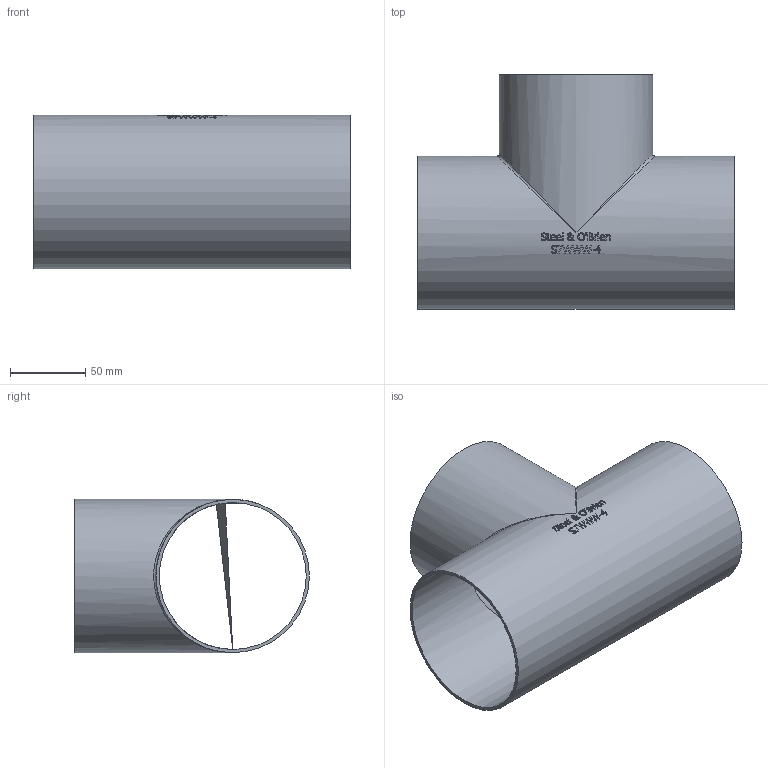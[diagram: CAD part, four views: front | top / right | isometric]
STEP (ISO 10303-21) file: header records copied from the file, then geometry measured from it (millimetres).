
FILE_DESCRIPTION(/* description */ (''),/* implementation_level */ '2;1');
FILE_NAME(/* name */ 'S7WWW-4.stp',/* time_stamp */ '2018-11-28T08:13:56-05:00',/* author */ ('ken'),/* organization */ (''),/* preprocessor_version */ 'ST-DEVELOPER v15.2',/* originating_system */ 'Autodesk Inventor 2014',/* authorisation */ '');
FILE_SCHEMA (('AUTOMOTIVE_DESIGN { 1 0 10303 214 3 1 1 }'));
Length unit declared in the file: inch
Products named in the file (1): S7WWW-4
Bounding box: 209.55 x 155.57 x 101.6 mm (x, y, z)
Volume: 165425.3 mm3; surface area: 158829.1 mm2
Topology: 1 solids, 1 shells, 322 faces, 875 edges, 580 vertices
Faces by surface type: plane 151, bspline 137, cylinder 34
Full cylindrical faces by diameter (mm): 97.384 x2, 101.6 x2
Entity records: 12671 total; most frequent: CARTESIAN_POINT 5313, ORIENTED_EDGE 1722, DIRECTION 1137, EDGE_CURVE 861, VERTEX_POINT 576, LINE 417, VECTOR 417, EDGE_LOOP 361
